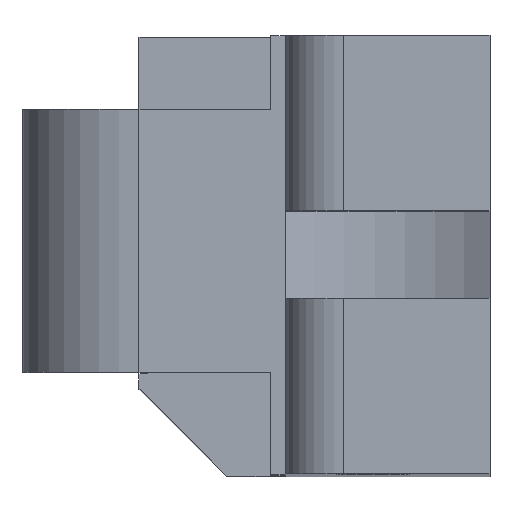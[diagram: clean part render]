
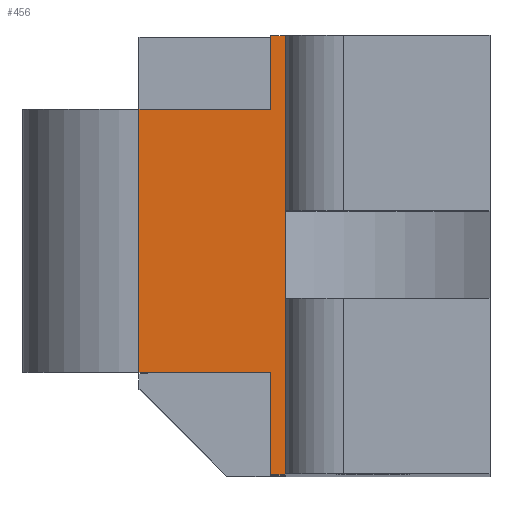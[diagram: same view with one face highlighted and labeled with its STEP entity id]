
A CAD part, top view. The second image highlights one B-rep face of the part: STEP entity #456.
In plain terms, the highlighted planar face has unit normal (0, 0, 1).
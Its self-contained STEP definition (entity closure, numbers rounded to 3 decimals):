
#48 = VERTEX_POINT('',#49);
#49 = CARTESIAN_POINT('',(4.5,-15.,43.));
#55 = EDGE_CURVE('',#56,#48,#58,.T.);
#56 = VERTEX_POINT('',#57);
#57 = CARTESIAN_POINT('',(5.,-15.,43.));
#58 = LINE('',#59,#60);
#59 = CARTESIAN_POINT('',(5.,-15.,43.));
#60 = VECTOR('',#61,1.);
#61 = DIRECTION('',(-1.,0.,-0.));
#413 = VERTEX_POINT('',#414);
#414 = CARTESIAN_POINT('',(4.5,-11.5,43.));
#420 = EDGE_CURVE('',#413,#48,#421,.T.);
#421 = LINE('',#422,#423);
#422 = CARTESIAN_POINT('',(4.5,-10.75,43.));
#423 = VECTOR('',#424,1.);
#424 = DIRECTION('',(0.,-1.,0.));
#456 = ADVANCED_FACE('',(#457),#507,.F.);
#457 = FACE_BOUND('',#458,.F.);
#458 = EDGE_LOOP('',(#459,#469,#475,#476,#477,#485,#493,#501));
#459 = ORIENTED_EDGE('',*,*,#460,.F.);
#460 = EDGE_CURVE('',#461,#463,#465,.T.);
#461 = VERTEX_POINT('',#462);
#462 = CARTESIAN_POINT('',(5.,0.,43.));
#463 = VERTEX_POINT('',#464);
#464 = CARTESIAN_POINT('',(4.5,0.,43.));
#465 = LINE('',#466,#467);
#466 = CARTESIAN_POINT('',(5.,0.,43.));
#467 = VECTOR('',#468,1.);
#468 = DIRECTION('',(-1.,0.,-0.));
#469 = ORIENTED_EDGE('',*,*,#470,.T.);
#470 = EDGE_CURVE('',#461,#56,#471,.T.);
#471 = LINE('',#472,#473);
#472 = CARTESIAN_POINT('',(5.,0.,43.));
#473 = VECTOR('',#474,1.);
#474 = DIRECTION('',(0.,-1.,0.));
#475 = ORIENTED_EDGE('',*,*,#55,.T.);
#476 = ORIENTED_EDGE('',*,*,#420,.F.);
#477 = ORIENTED_EDGE('',*,*,#478,.F.);
#478 = EDGE_CURVE('',#479,#413,#481,.T.);
#479 = VERTEX_POINT('',#480);
#480 = CARTESIAN_POINT('',(0.,-11.5,43.));
#481 = LINE('',#482,#483);
#482 = CARTESIAN_POINT('',(-0.25,-11.5,43.));
#483 = VECTOR('',#484,1.);
#484 = DIRECTION('',(1.,0.,0.));
#485 = ORIENTED_EDGE('',*,*,#486,.F.);
#486 = EDGE_CURVE('',#487,#479,#489,.T.);
#487 = VERTEX_POINT('',#488);
#488 = CARTESIAN_POINT('',(0.,-2.5,43.));
#489 = LINE('',#490,#491);
#490 = CARTESIAN_POINT('',(0.,0.,43.));
#491 = VECTOR('',#492,1.);
#492 = DIRECTION('',(0.,-1.,0.));
#493 = ORIENTED_EDGE('',*,*,#494,.T.);
#494 = EDGE_CURVE('',#487,#495,#497,.T.);
#495 = VERTEX_POINT('',#496);
#496 = CARTESIAN_POINT('',(4.5,-2.5,43.));
#497 = LINE('',#498,#499);
#498 = CARTESIAN_POINT('',(-0.75,-2.5,43.));
#499 = VECTOR('',#500,1.);
#500 = DIRECTION('',(1.,0.,0.));
#501 = ORIENTED_EDGE('',*,*,#502,.F.);
#502 = EDGE_CURVE('',#463,#495,#503,.T.);
#503 = LINE('',#504,#505);
#504 = CARTESIAN_POINT('',(4.5,-1.25,43.));
#505 = VECTOR('',#506,1.);
#506 = DIRECTION('',(0.,-1.,0.));
#507 = PLANE('',#508);
#508 = AXIS2_PLACEMENT_3D('',#509,#510,#511);
#509 = CARTESIAN_POINT('',(5.,0.,43.));
#510 = DIRECTION('',(0.,0.,-1.));
#511 = DIRECTION('',(-1.,0.,-0.));
